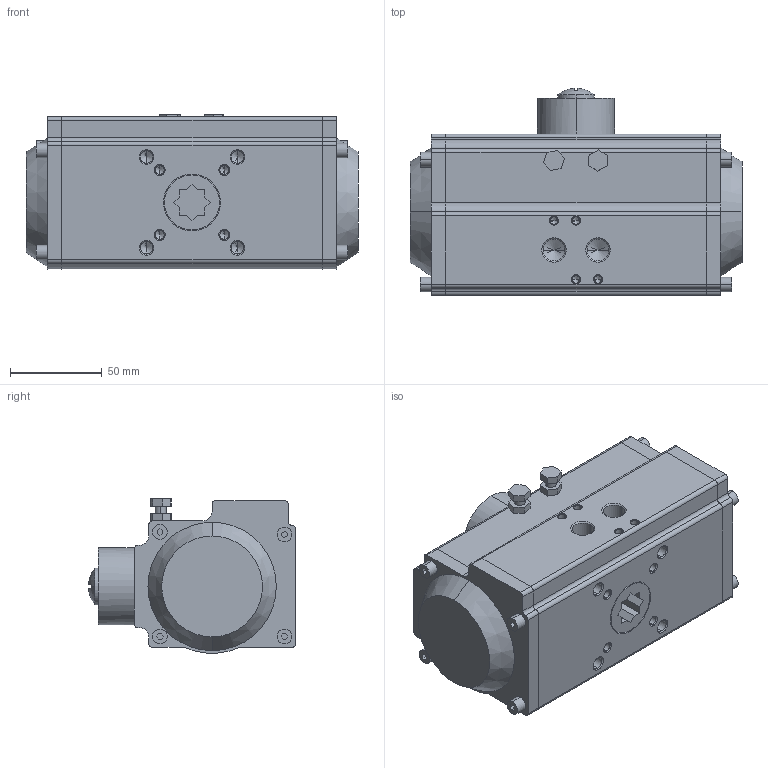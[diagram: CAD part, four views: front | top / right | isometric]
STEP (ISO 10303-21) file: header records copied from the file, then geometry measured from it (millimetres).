
FILE_DESCRIPTION (( 'STEP AP214' ), '1' );
FILE_NAME ('SC-RAT063-DA.STEP', '2025-10-31T14:33:09', ( 'KTP' ), ( '' ), 'SwSTEP 2.0', 'SolidWorks 2021', '' );
FILE_SCHEMA (( 'AUTOMOTIVE_DESIGN' ));
Length unit declared in the file: millimetre
Products named in the file (1): SC-RAT063-DA
Bounding box: 181 x 112.94 x 84.12 mm (x, y, z)
Volume: 1081474.3 mm3; surface area: 113234.1 mm2
Topology: 3 solids, 4 shells, 382 faces, 959 edges, 591 vertices
Faces by surface type: plane 186, cylinder 111, cone 83, sphere 2
Entity records: 14766 total; most frequent: DIRECTION 1980, CARTESIAN_POINT 1905, ORIENTED_EDGE 1838, EDGE_CURVE 919, AXIS2_PLACEMENT_3D 682, VECTOR 616, LINE 616, VERTEX_POINT 591
